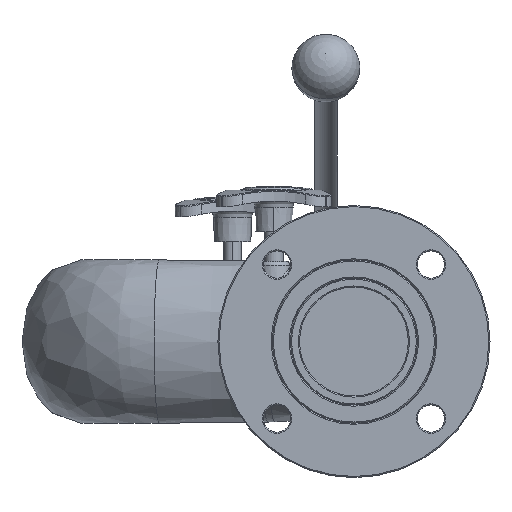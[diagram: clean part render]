
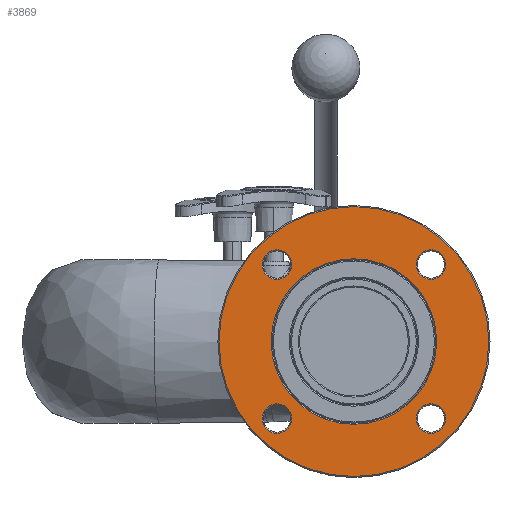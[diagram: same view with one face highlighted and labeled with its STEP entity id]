
A CAD part, front view. The second image highlights one B-rep face of the part: STEP entity #3869.
In plain terms, the highlighted face is planar.
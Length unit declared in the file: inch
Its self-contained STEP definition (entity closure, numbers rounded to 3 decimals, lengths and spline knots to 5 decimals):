
#2532 = ORIENTED_EDGE ( 'NONE', *, *, #19744, .T. ) ;
#2535 = ORIENTED_EDGE ( 'NONE', *, *, #20313, .T. ) ;
#2537 = ORIENTED_EDGE ( 'NONE', *, *, #19695, .T. ) ;
#2539 = ORIENTED_EDGE ( 'NONE', *, *, #20309, .T. ) ;
#2542 = ORIENTED_EDGE ( 'NONE', *, *, #19986, .T. ) ;
#2544 = ORIENTED_EDGE ( 'NONE', *, *, #20307, .T. ) ;
#2547 = ORIENTED_EDGE ( 'NONE', *, *, #20376, .T. ) ;
#2549 = ORIENTED_EDGE ( 'NONE', *, *, #20299, .T. ) ;
#2551 = ORIENTED_EDGE ( 'NONE', *, *, #20297, .F. ) ;
#2553 = ORIENTED_EDGE ( 'NONE', *, *, #19669, .F. ) ;
#2555 = ORIENTED_EDGE ( 'NONE', *, *, #20301, .T. ) ;
#2558 = ORIENTED_EDGE ( 'NONE', *, *, #20677, .T. ) ;
#3869 = ADVANCED_FACE ( 'NONE', ( #21381, #21390, #21392, #21394, #21382, #21389 ), #57490, .T. ) ;
#12965 = EDGE_LOOP ( 'NONE', ( #2532, #2535 ) ) ;
#12983 = EDGE_LOOP ( 'NONE', ( #2542, #2544 ) ) ;
#12984 = EDGE_LOOP ( 'NONE', ( #2537, #2539 ) ) ;
#12985 = EDGE_LOOP ( 'NONE', ( #2551, #2553 ) ) ;
#12986 = EDGE_LOOP ( 'NONE', ( #2547, #2549 ) ) ;
#12988 = EDGE_LOOP ( 'NONE', ( #2555, #2558 ) ) ;
#13099 = CIRCLE ( 'NONE', #52302, 2.28125 ) ;
#13111 = CIRCLE ( 'NONE', #52205, 0.40625 ) ;
#13133 = CIRCLE ( 'NONE', #51554, 0.40625 ) ;
#13281 = CIRCLE ( 'NONE', #52410, 0.40625 ) ;
#13475 = CIRCLE ( 'NONE', #52696, 2.28125 ) ;
#13478 = CIRCLE ( 'NONE', #52828, 0.40625 ) ;
#13480 = CIRCLE ( 'NONE', #53186, 3.71875 ) ;
#13488 = CIRCLE ( 'NONE', #52606, 0.40625 ) ;
#13654 = DIRECTION ( 'NONE',  ( 0., 0., 1. ) ) ;
#13659 = CARTESIAN_POINT ( 'NONE',  ( 2.12132, -2.12132, 0.08909 ) ) ;
#13938 = DIRECTION ( 'NONE',  ( -1., 0., 0. ) ) ;
#14084 = DIRECTION ( 'NONE',  ( -1., 0., 0. ) ) ;
#14085 = DIRECTION ( 'NONE',  ( 0., 0., 1. ) ) ;
#14897 = DIRECTION ( 'NONE',  ( 0., 0., 1. ) ) ;
#14922 = DIRECTION ( 'NONE',  ( -1., 0., 0. ) ) ;
#15011 = CARTESIAN_POINT ( 'NONE',  ( -2.12132, 2.12132, 0.08909 ) ) ;
#18400 = DIRECTION ( 'NONE',  ( 0., 0., -1. ) ) ;
#18402 = CARTESIAN_POINT ( 'NONE',  ( 2.12132, 2.12132, 0.08909 ) ) ;
#18403 = DIRECTION ( 'NONE',  ( 0., 0., -1. ) ) ;
#18407 = DIRECTION ( 'NONE',  ( 0., 1., 0. ) ) ;
#18410 = CARTESIAN_POINT ( 'NONE',  ( 2.12132, -2.12132, 0.08909 ) ) ;
#18414 = CARTESIAN_POINT ( 'NONE',  ( -2.12132, -2.12132, 0.08909 ) ) ;
#18428 = DIRECTION ( 'NONE',  ( 1., 0., 0. ) ) ;
#18429 = CARTESIAN_POINT ( 'NONE',  ( 0., 0., 0.08909 ) ) ;
#18433 = DIRECTION ( 'NONE',  ( 0., 0., 1. ) ) ;
#18434 = DIRECTION ( 'NONE',  ( -1., 0., 0. ) ) ;
#18615 = DIRECTION ( 'NONE',  ( 0., 0., 1. ) ) ;
#18775 = DIRECTION ( 'NONE',  ( -1., 0., 0. ) ) ;
#19409 = CARTESIAN_POINT ( 'NONE',  ( 0., 0., 0.08909 ) ) ;
#19669 = EDGE_CURVE ( 'NONE', #57286, #57264, #13099, .T. ) ;
#19695 = EDGE_CURVE ( 'NONE', #57281, #57271, #13111, .T. ) ;
#19744 = EDGE_CURVE ( 'NONE', #57280, #57277, #13133, .T. ) ;
#19986 = EDGE_CURVE ( 'NONE', #57251, #57252, #13281, .T. ) ;
#20085 = AXIS2_PLACEMENT_3D ( 'NONE', #57488, #57404, #57405 ) ;
#20297 = EDGE_CURVE ( 'NONE', #57264, #57286, #13475, .T. ) ;
#20299 = EDGE_CURVE ( 'NONE', #57254, #57256, #13478, .T. ) ;
#20301 = EDGE_CURVE ( 'NONE', #57257, #57262, #13480, .T. ) ;
#20307 = EDGE_CURVE ( 'NONE', #57252, #57251, #13488, .T. ) ;
#20309 = EDGE_CURVE ( 'NONE', #57271, #57281, #20706, .T. ) ;
#20313 = EDGE_CURVE ( 'NONE', #57277, #57280, #20711, .T. ) ;
#20376 = EDGE_CURVE ( 'NONE', #57256, #57254, #20758, .T. ) ;
#20677 = EDGE_CURVE ( 'NONE', #57262, #57257, #20983, .T. ) ;
#20706 = CIRCLE ( 'NONE', #52068, 0.40625 ) ;
#20711 = CIRCLE ( 'NONE', #52140, 0.40625 ) ;
#20758 = CIRCLE ( 'NONE', #51900, 0.40625 ) ;
#20983 = CIRCLE ( 'NONE', #52667, 3.71875 ) ;
#21381 = FACE_BOUND ( 'NONE', #12965, .T. ) ;
#21382 = FACE_BOUND ( 'NONE', #12985, .T. ) ;
#21389 = FACE_OUTER_BOUND ( 'NONE', #12988, .T. ) ;
#21390 = FACE_BOUND ( 'NONE', #12984, .T. ) ;
#21392 = FACE_BOUND ( 'NONE', #12983, .T. ) ;
#21394 = FACE_BOUND ( 'NONE', #12986, .T. ) ;
#23049 = CARTESIAN_POINT ( 'NONE',  ( 0., 0., 0.08909 ) ) ;
#23050 = DIRECTION ( 'NONE',  ( 0., 0., -1. ) ) ;
#23051 = DIRECTION ( 'NONE',  ( 1., 0., 0. ) ) ;
#23751 = CARTESIAN_POINT ( 'NONE',  ( -2.52757, -2.12132, 0.08909 ) ) ;
#23752 = CARTESIAN_POINT ( 'NONE',  ( -1.71507, -2.12132, 0.08909 ) ) ;
#23754 = CARTESIAN_POINT ( 'NONE',  ( 2.52757, -2.12132, 0.08909 ) ) ;
#23756 = CARTESIAN_POINT ( 'NONE',  ( 1.71507, -2.12132, 0.08909 ) ) ;
#23757 = CARTESIAN_POINT ( 'NONE',  ( 3.71875, 0., 0.08909 ) ) ;
#23762 = CARTESIAN_POINT ( 'NONE',  ( -3.71875, 0., 0.08909 ) ) ;
#23764 = CARTESIAN_POINT ( 'NONE',  ( 0., 2.28125, 0.08909 ) ) ;
#23769 = CARTESIAN_POINT ( 'NONE',  ( -1.71507, 2.12132, 0.08909 ) ) ;
#23774 = CARTESIAN_POINT ( 'NONE',  ( 2.52757, 2.12132, 0.08909 ) ) ;
#23777 = CARTESIAN_POINT ( 'NONE',  ( 1.71507, 2.12132, 0.08909 ) ) ;
#23778 = CARTESIAN_POINT ( 'NONE',  ( -2.52757, 2.12132, 0.08909 ) ) ;
#23781 = CARTESIAN_POINT ( 'NONE',  ( 0., -2.28125, 0.08909 ) ) ;
#30716 = DIRECTION ( 'NONE',  ( -1., 0., 0. ) ) ;
#30797 = DIRECTION ( 'NONE',  ( 0., 0., 1. ) ) ;
#31396 = CARTESIAN_POINT ( 'NONE',  ( -2.12132, -2.12132, 0.08909 ) ) ;
#45522 = DIRECTION ( 'NONE',  ( 0., 0., 1. ) ) ;
#45532 = DIRECTION ( 'NONE',  ( -1., 0., 0. ) ) ;
#47757 = CARTESIAN_POINT ( 'NONE',  ( 2.12132, 2.12132, 0.08909 ) ) ;
#48669 = DIRECTION ( 'NONE',  ( -1., 0., 0. ) ) ;
#48743 = DIRECTION ( 'NONE',  ( 0., 1., 0. ) ) ;
#49057 = CARTESIAN_POINT ( 'NONE',  ( -2.12132, 2.12132, 0.08909 ) ) ;
#49086 = DIRECTION ( 'NONE',  ( 0., 0., 1. ) ) ;
#49087 = DIRECTION ( 'NONE',  ( 0., 0., -1. ) ) ;
#49089 = CARTESIAN_POINT ( 'NONE',  ( 0., 0., 0.08909 ) ) ;
#51554 = AXIS2_PLACEMENT_3D ( 'NONE', #47757, #45522, #45532 ) ;
#51900 = AXIS2_PLACEMENT_3D ( 'NONE', #13659, #13654, #13938 ) ;
#52068 = AXIS2_PLACEMENT_3D ( 'NONE', #15011, #14897, #14922 ) ;
#52140 = AXIS2_PLACEMENT_3D ( 'NONE', #18402, #14085, #14084 ) ;
#52205 = AXIS2_PLACEMENT_3D ( 'NONE', #49057, #49086, #48669 ) ;
#52302 = AXIS2_PLACEMENT_3D ( 'NONE', #49089, #49087, #48743 ) ;
#52410 = AXIS2_PLACEMENT_3D ( 'NONE', #31396, #30797, #30716 ) ;
#52606 = AXIS2_PLACEMENT_3D ( 'NONE', #18414, #18615, #18775 ) ;
#52667 = AXIS2_PLACEMENT_3D ( 'NONE', #23049, #23050, #23051 ) ;
#52696 = AXIS2_PLACEMENT_3D ( 'NONE', #19409, #18400, #18407 ) ;
#52828 = AXIS2_PLACEMENT_3D ( 'NONE', #18410, #18433, #18434 ) ;
#53186 = AXIS2_PLACEMENT_3D ( 'NONE', #18429, #18403, #18428 ) ;
#57251 = VERTEX_POINT ( 'NONE', #23751 ) ;
#57252 = VERTEX_POINT ( 'NONE', #23752 ) ;
#57254 = VERTEX_POINT ( 'NONE', #23754 ) ;
#57256 = VERTEX_POINT ( 'NONE', #23756 ) ;
#57257 = VERTEX_POINT ( 'NONE', #23757 ) ;
#57262 = VERTEX_POINT ( 'NONE', #23762 ) ;
#57264 = VERTEX_POINT ( 'NONE', #23764 ) ;
#57271 = VERTEX_POINT ( 'NONE', #23769 ) ;
#57277 = VERTEX_POINT ( 'NONE', #23774 ) ;
#57280 = VERTEX_POINT ( 'NONE', #23777 ) ;
#57281 = VERTEX_POINT ( 'NONE', #23778 ) ;
#57286 = VERTEX_POINT ( 'NONE', #23781 ) ;
#57404 = DIRECTION ( 'NONE',  ( 0., 0., -1. ) ) ;
#57405 = DIRECTION ( 'NONE',  ( -1., 0., 0. ) ) ;
#57488 = CARTESIAN_POINT ( 'NONE',  ( 4.125, -4.125, 0.08909 ) ) ;
#57490 = PLANE ( 'NONE',  #20085 ) ;
